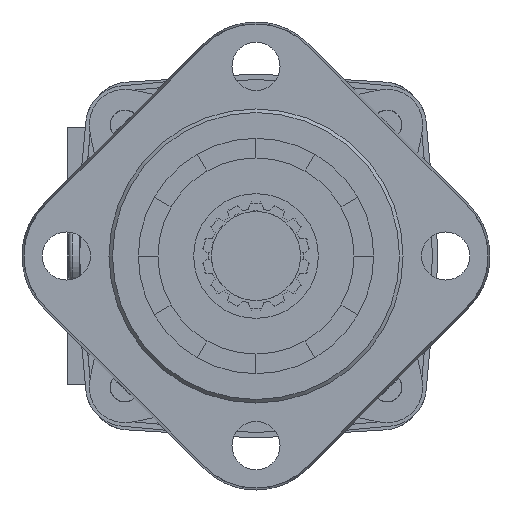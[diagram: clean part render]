
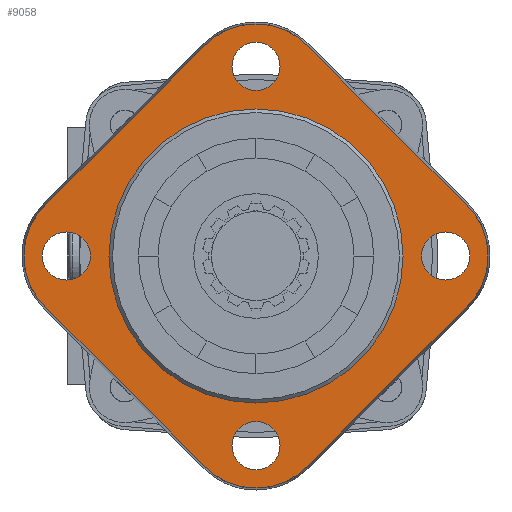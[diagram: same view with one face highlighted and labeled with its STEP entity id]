
A CAD part, left-side view. The second image highlights one B-rep face of the part: STEP entity #9058.
In plain terms, the highlighted planar face has unit normal (-1, 0, 0).
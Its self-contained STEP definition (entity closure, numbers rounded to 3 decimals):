
#141=FACE_BOUND('',#1276,.T.);
#142=FACE_BOUND('',#1277,.T.);
#143=FACE_BOUND('',#1278,.T.);
#144=FACE_BOUND('',#1279,.T.);
#145=FACE_BOUND('',#1280,.T.);
#216=PLANE('',#9697);
#764=FACE_OUTER_BOUND('',#1275,.T.);
#1275=EDGE_LOOP('',(#5905,#5906,#5907,#5908,#5909,#5910,#5911,#5912));
#1276=EDGE_LOOP('',(#5913));
#1277=EDGE_LOOP('',(#5914));
#1278=EDGE_LOOP('',(#5915));
#1279=EDGE_LOOP('',(#5916));
#1280=EDGE_LOOP('',(#5917));
#1866=CIRCLE('',#9698,20.11);
#1867=CIRCLE('',#9699,20.11);
#1868=CIRCLE('',#9700,20.11);
#1869=CIRCLE('',#9701,20.11);
#1870=CIRCLE('',#9702,6.75);
#1871=CIRCLE('',#9703,41.25);
#1872=CIRCLE('',#9704,6.75);
#1873=CIRCLE('',#9705,6.75);
#1874=CIRCLE('',#9706,6.75);
#2502=LINE('',#13902,#3070);
#2503=LINE('',#13906,#3071);
#2504=LINE('',#13910,#3072);
#2505=LINE('',#13914,#3073);
#3070=VECTOR('',#10910,1000.);
#3071=VECTOR('',#10913,1000.);
#3072=VECTOR('',#10916,1000.);
#3073=VECTOR('',#10919,1000.);
#3654=VERTEX_POINT('',#13900);
#3655=VERTEX_POINT('',#13901);
#3656=VERTEX_POINT('',#13903);
#3657=VERTEX_POINT('',#13905);
#3658=VERTEX_POINT('',#13907);
#3659=VERTEX_POINT('',#13909);
#3660=VERTEX_POINT('',#13911);
#3661=VERTEX_POINT('',#13913);
#3662=VERTEX_POINT('',#13916);
#3663=VERTEX_POINT('',#13918);
#3664=VERTEX_POINT('',#13920);
#3665=VERTEX_POINT('',#13922);
#3666=VERTEX_POINT('',#13924);
#4544=EDGE_CURVE('',#3654,#3655,#2502,.T.);
#4545=EDGE_CURVE('',#3656,#3654,#1866,.T.);
#4546=EDGE_CURVE('',#3656,#3657,#2503,.T.);
#4547=EDGE_CURVE('',#3658,#3657,#1867,.T.);
#4548=EDGE_CURVE('',#3658,#3659,#2504,.T.);
#4549=EDGE_CURVE('',#3660,#3659,#1868,.T.);
#4550=EDGE_CURVE('',#3661,#3660,#2505,.T.);
#4551=EDGE_CURVE('',#3655,#3661,#1869,.T.);
#4552=EDGE_CURVE('',#3662,#3662,#1870,.F.);
#4553=EDGE_CURVE('',#3663,#3663,#1871,.F.);
#4554=EDGE_CURVE('',#3664,#3664,#1872,.T.);
#4555=EDGE_CURVE('',#3665,#3665,#1873,.T.);
#4556=EDGE_CURVE('',#3666,#3666,#1874,.T.);
#5905=ORIENTED_EDGE('',*,*,#4544,.F.);
#5906=ORIENTED_EDGE('',*,*,#4545,.F.);
#5907=ORIENTED_EDGE('',*,*,#4546,.T.);
#5908=ORIENTED_EDGE('',*,*,#4547,.F.);
#5909=ORIENTED_EDGE('',*,*,#4548,.T.);
#5910=ORIENTED_EDGE('',*,*,#4549,.F.);
#5911=ORIENTED_EDGE('',*,*,#4550,.F.);
#5912=ORIENTED_EDGE('',*,*,#4551,.F.);
#5913=ORIENTED_EDGE('',*,*,#4552,.F.);
#5914=ORIENTED_EDGE('',*,*,#4553,.F.);
#5915=ORIENTED_EDGE('',*,*,#4554,.T.);
#5916=ORIENTED_EDGE('',*,*,#4555,.T.);
#5917=ORIENTED_EDGE('',*,*,#4556,.T.);
#9058=ADVANCED_FACE('',(#764,#141,#142,#143,#144,#145),#216,.F.);
#9697=AXIS2_PLACEMENT_3D('',#13899,#10908,#10909);
#9698=AXIS2_PLACEMENT_3D('',#13904,#10911,#10912);
#9699=AXIS2_PLACEMENT_3D('',#13908,#10914,#10915);
#9700=AXIS2_PLACEMENT_3D('',#13912,#10917,#10918);
#9701=AXIS2_PLACEMENT_3D('',#13915,#10920,#10921);
#9702=AXIS2_PLACEMENT_3D('',#13917,#10922,#10923);
#9703=AXIS2_PLACEMENT_3D('',#13919,#10924,#10925);
#9704=AXIS2_PLACEMENT_3D('',#13921,#10926,#10927);
#9705=AXIS2_PLACEMENT_3D('',#13923,#10928,#10929);
#9706=AXIS2_PLACEMENT_3D('',#13925,#10930,#10931);
#10908=DIRECTION('center_axis',(1.,0.,0.));
#10909=DIRECTION('ref_axis',(0.,0.,-1.));
#10910=DIRECTION('',(0.,0.707,-0.707));
#10911=DIRECTION('center_axis',(1.,0.,0.));
#10912=DIRECTION('ref_axis',(0.,0.,-1.));
#10913=DIRECTION('',(0.,0.707,0.707));
#10914=DIRECTION('center_axis',(1.,0.,0.));
#10915=DIRECTION('ref_axis',(0.,0.,-1.));
#10916=DIRECTION('',(0.,0.707,-0.707));
#10917=DIRECTION('center_axis',(1.,0.,0.));
#10918=DIRECTION('ref_axis',(0.,0.,-1.));
#10919=DIRECTION('',(0.,0.707,0.707));
#10920=DIRECTION('center_axis',(1.,0.,0.));
#10921=DIRECTION('ref_axis',(0.,0.,-1.));
#10922=DIRECTION('center_axis',(1.,0.,0.));
#10923=DIRECTION('ref_axis',(0.,0.,-1.));
#10924=DIRECTION('center_axis',(1.,0.,0.));
#10925=DIRECTION('ref_axis',(0.,0.,-1.));
#10926=DIRECTION('center_axis',(1.,0.,0.));
#10927=DIRECTION('ref_axis',(0.,0.,-1.));
#10928=DIRECTION('center_axis',(1.,0.,0.));
#10929=DIRECTION('ref_axis',(0.,0.,-1.));
#10930=DIRECTION('center_axis',(1.,0.,0.));
#10931=DIRECTION('ref_axis',(0.,0.,-1.));
#13899=CARTESIAN_POINT('Origin',(0.,14.22,
59.22));
#13900=CARTESIAN_POINT('',(0.,-59.22,-14.22));
#13901=CARTESIAN_POINT('',(0.,-14.22,-59.22));
#13902=CARTESIAN_POINT('',(0.,-59.22,-14.22));
#13903=CARTESIAN_POINT('',(0.,-59.22,14.22));
#13904=CARTESIAN_POINT('Origin',(0.,-45.,0.));
#13905=CARTESIAN_POINT('',(0.,-14.22,59.22));
#13906=CARTESIAN_POINT('',(0.,-59.22,14.22));
#13907=CARTESIAN_POINT('',(0.,14.22,59.22));
#13908=CARTESIAN_POINT('Origin',(0.,0.,45.));
#13909=CARTESIAN_POINT('',(0.,59.22,14.22));
#13910=CARTESIAN_POINT('',(0.,14.22,59.22));
#13911=CARTESIAN_POINT('',(0.,59.22,-14.22));
#13912=CARTESIAN_POINT('Origin',(0.,45.,0.));
#13913=CARTESIAN_POINT('',(0.,14.22,-59.22));
#13914=CARTESIAN_POINT('',(0.,14.22,-59.22));
#13915=CARTESIAN_POINT('Origin',(0.,0.,-45.));
#13916=CARTESIAN_POINT('',(0.,53.2,6.75));
#13917=CARTESIAN_POINT('Origin',(0.,53.2,0.));
#13918=CARTESIAN_POINT('',(0.,0.,41.25));
#13919=CARTESIAN_POINT('Origin',(0.,0.,0.));
#13920=CARTESIAN_POINT('',(0.,0.,59.95));
#13921=CARTESIAN_POINT('Origin',(0.,0.,53.2));
#13922=CARTESIAN_POINT('',(0.,-53.2,6.75));
#13923=CARTESIAN_POINT('Origin',(0.,-53.2,0.));
#13924=CARTESIAN_POINT('',(0.,0.,
-46.45));
#13925=CARTESIAN_POINT('Origin',(0.,0.,-53.2));
